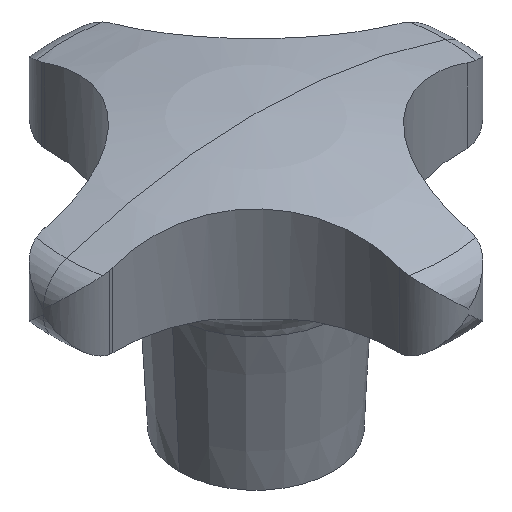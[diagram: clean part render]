
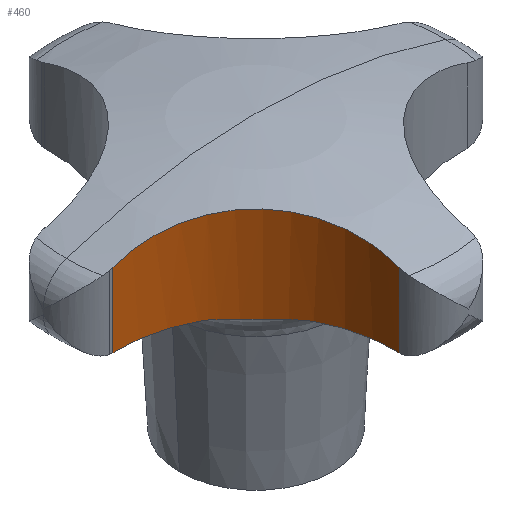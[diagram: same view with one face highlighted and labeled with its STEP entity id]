
A CAD part, isometric view. The second image highlights one B-rep face of the part: STEP entity #460.
In plain terms, the highlighted cylindrical face has radius 16 mm (diameter 32 mm), a partial arc.
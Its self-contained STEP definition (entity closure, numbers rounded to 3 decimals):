
#248=EDGE_CURVE('',#506,#640,#704,.T.);
#274=VERTEX_POINT('',#730);
#280=VERTEX_POINT('',#737);
#382=VERTEX_POINT('',#848);
#414=VERTEX_POINT('',#881);
#460=ADVANCED_FACE('',(#931),#932,.F.);
#480=EDGE_CURVE('',#414,#382,#954,.T.);
#506=VERTEX_POINT('',#981);
#516=VERTEX_POINT('',#992);
#530=EDGE_CURVE('',#274,#506,#1007,.T.);
#562=EDGE_CURVE('',#640,#382,#1043,.T.);
#590=EDGE_CURVE('',#280,#274,#1072,.T.);
#640=VERTEX_POINT('',#1127);
#646=EDGE_CURVE('',#414,#668,#1134,.T.);
#658=EDGE_CURVE('',#668,#516,#1146,.T.);
#668=VERTEX_POINT('',#1160);
#672=EDGE_CURVE('',#516,#280,#1165,.T.);
#704=LINE('',#1205,#1206);
#730=CARTESIAN_POINT('',(-20.618,-3.987,20.0));
#737=CARTESIAN_POINT('',(-12.577,-5.786,20.0));
#848=CARTESIAN_POINT('',(-3.995,-20.795,28.72));
#881=CARTESIAN_POINT('',(-3.995,-20.795,20.004));
#931=FACE_OUTER_BOUND('',#1689,.T.);
#932=CYLINDRICAL_SURFACE('',#1690,16.0);
#954=LINE('',#1718,#1719);
#981=CARTESIAN_POINT('',(-20.795,-3.995,20.004));
#992=CARTESIAN_POINT('',(-5.786,-12.577,20.0));
#1007=B_SPLINE_CURVE_WITH_KNOTS('',3,(#1864,#1865,#1866,#1867),.UNSPECIFIED.,.F.,.F.,(4,4),(-0.586,-0.409),.UNSPECIFIED.);
#1043=B_SPLINE_CURVE_WITH_KNOTS('',3,(#1941,#1942,#1943,#1944,#1945,#1946,#1947,#1948,#1949,#1950,#1951,#1952,#1953,#1954,#1955,#1956,#1957,#1958,#1959,#1960),.UNSPECIFIED.,.F.,.F.,(4,2,2,2,2,2,2,2,2,4),(25.093,28.217,31.341,34.465,37.589,40.7,43.811,46.923,50.034,51.341),.UNSPECIFIED.);
#1072=CIRCLE('',#2022,16.0);
#1127=CARTESIAN_POINT('',(-20.795,-3.995,28.72));
#1134=B_SPLINE_CURVE_WITH_KNOTS('',3,(#2163,#2164,#2165,#2166),.UNSPECIFIED.,.F.,.F.,(4,4),(-6.619,-6.441),.UNSPECIFIED.);
#1146=CIRCLE('',#2205,16.0);
#1160=CARTESIAN_POINT('',(-3.987,-20.618,20.0));
#1165=B_SPLINE_CURVE_WITH_KNOTS('',3,(#2225,#2226,#2227,#2228,#2229,#2230,#2231,#2232,#2233,#2234,#2235,#2236,#2237,#2238,#2239,#2240,#2241,#2242),.UNSPECIFIED.,.F.,.F.,(4,2,2,2,2,2,2,2,4),(-11.174,-10.365,-8.808,-7.544,-6.793,-6.136,-5.326,-3.814,-1.86),.UNSPECIFIED.);
#1205=CARTESIAN_POINT('',(-20.795,-3.995,0.));
#1206=VECTOR('',#2263,1.0);
#1689=EDGE_LOOP('',(#2484,#2485,#2486,#2487,#2488,#2489,#2490,#2491));
#1690=AXIS2_PLACEMENT_3D('',#2492,#2493,#2494);
#1718=CARTESIAN_POINT('',(-3.995,-20.795,0.));
#1719=VECTOR('',#2534,1.0);
#1864=CARTESIAN_POINT('',(-20.618,-3.987,20.0));
#1865=CARTESIAN_POINT('',(-20.677,-3.989,20.0));
#1866=CARTESIAN_POINT('',(-20.736,-3.992,20.001));
#1867=CARTESIAN_POINT('',(-20.795,-3.995,20.004));
#1941=CARTESIAN_POINT('',(-20.795,-3.995,28.72));
#1942=CARTESIAN_POINT('',(-19.803,-3.944,29.033));
#1943=CARTESIAN_POINT('',(-18.763,-3.985,29.33));
#1944=CARTESIAN_POINT('',(-16.669,-4.283,29.86));
#1945=CARTESIAN_POINT('',(-15.616,-4.54,30.094));
#1946=CARTESIAN_POINT('',(-13.575,-5.269,30.478));
#1947=CARTESIAN_POINT('',(-12.585,-5.741,30.628));
#1948=CARTESIAN_POINT('',(-10.738,-6.864,30.839));
#1949=CARTESIAN_POINT('',(-9.881,-7.515,30.898));
#1950=CARTESIAN_POINT('',(-8.355,-8.925,30.932));
#1951=CARTESIAN_POINT('',(-7.639,-9.726,30.907));
#1952=CARTESIAN_POINT('',(-6.375,-11.474,30.767));
#1953=CARTESIAN_POINT('',(-5.826,-12.423,30.651));
#1954=CARTESIAN_POINT('',(-4.937,-14.4,30.333));
#1955=CARTESIAN_POINT('',(-4.596,-15.431,30.132));
#1956=CARTESIAN_POINT('',(-4.131,-17.498,29.661));
#1957=CARTESIAN_POINT('',(-4.007,-18.533,29.391));
#1958=CARTESIAN_POINT('',(-3.968,-19.948,28.982));
#1959=CARTESIAN_POINT('',(-3.973,-20.37,28.854));
#1960=CARTESIAN_POINT('',(-3.995,-20.795,28.72));
#2022=AXIS2_PLACEMENT_3D('',#2645,#2646,#2647);
#2163=CARTESIAN_POINT('',(-3.995,-20.795,20.004));
#2164=CARTESIAN_POINT('',(-3.992,-20.736,20.001));
#2165=CARTESIAN_POINT('',(-3.989,-20.677,20.0));
#2166=CARTESIAN_POINT('',(-3.987,-20.618,20.0));
#2205=AXIS2_PLACEMENT_3D('',#2718,#2719,#2720);
#2225=CARTESIAN_POINT('',(-5.786,-12.577,20.0));
#2226=CARTESIAN_POINT('',(-5.917,-12.326,20.0));
#2227=CARTESIAN_POINT('',(-6.054,-12.079,19.989));
#2228=CARTESIAN_POINT('',(-6.474,-11.368,19.936));
#2229=CARTESIAN_POINT('',(-6.774,-10.914,19.875));
#2230=CARTESIAN_POINT('',(-7.36,-10.121,19.773));
#2231=CARTESIAN_POINT('',(-7.637,-9.775,19.73));
#2232=CARTESIAN_POINT('',(-8.107,-9.239,19.685));
#2233=CARTESIAN_POINT('',(-8.285,-9.044,19.674));
#2234=CARTESIAN_POINT('',(-8.632,-8.686,19.666));
#2235=CARTESIAN_POINT('',(-8.797,-8.523,19.667));
#2236=CARTESIAN_POINT('',(-9.174,-8.165,19.681));
#2237=CARTESIAN_POINT('',(-9.386,-7.975,19.696));
#2238=CARTESIAN_POINT('',(-10.01,-7.443,19.756));
#2239=CARTESIAN_POINT('',(-10.432,-7.119,19.814));
#2240=CARTESIAN_POINT('',(-11.422,-6.434,19.939));
#2241=CARTESIAN_POINT('',(-11.995,-6.09,20.0));
#2242=CARTESIAN_POINT('',(-12.577,-5.786,20.0));
#2263=DIRECTION('',(0.0,0.,1.0));
#2484=ORIENTED_EDGE('',*,*,#562,.F.);
#2485=ORIENTED_EDGE('',*,*,#248,.F.);
#2486=ORIENTED_EDGE('',*,*,#530,.F.);
#2487=ORIENTED_EDGE('',*,*,#590,.F.);
#2488=ORIENTED_EDGE('',*,*,#672,.F.);
#2489=ORIENTED_EDGE('',*,*,#658,.F.);
#2490=ORIENTED_EDGE('',*,*,#646,.F.);
#2491=ORIENTED_EDGE('',*,*,#480,.T.);
#2492=CARTESIAN_POINT('',(-19.974,-19.974,0.));
#2493=DIRECTION('',(-0.0,0.,-1.0));
#2494=DIRECTION('',(-0.051,0.999,0.));
#2534=DIRECTION('',(0.0,0.,1.0));
#2645=CARTESIAN_POINT('',(-19.974,-19.974,20.0));
#2646=DIRECTION('',(0.,0.,1.0));
#2647=DIRECTION('',(-0.051,0.999,0.));
#2718=CARTESIAN_POINT('',(-19.974,-19.974,20.0));
#2719=DIRECTION('',(0.,0.,1.0));
#2720=DIRECTION('',(-0.051,0.999,0.));
